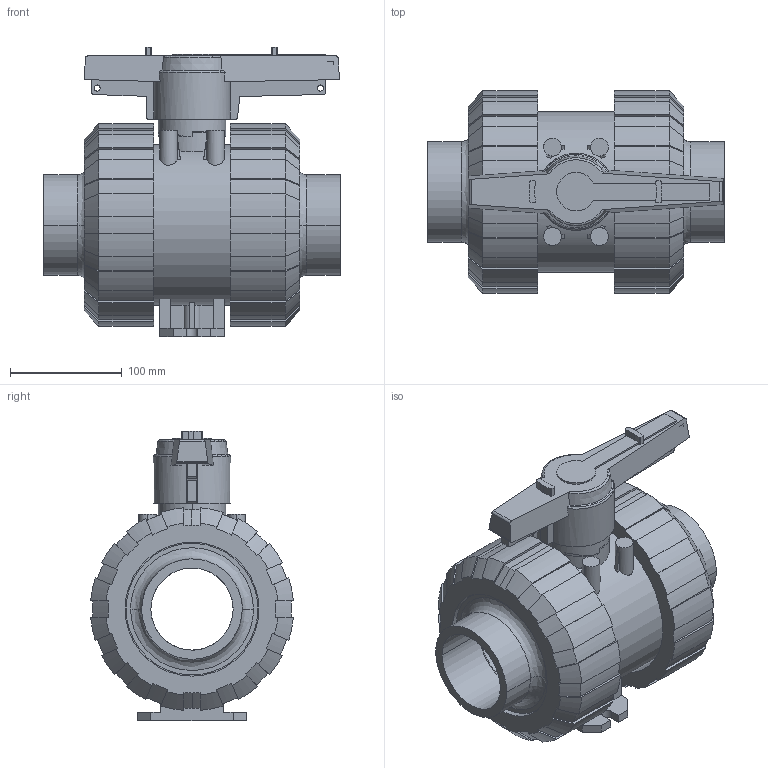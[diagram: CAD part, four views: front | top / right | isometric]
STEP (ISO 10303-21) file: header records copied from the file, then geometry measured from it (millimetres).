
FILE_DESCRIPTION(('STEP AP214'),'1');
FILE_NAME('cctmp_077AD0B5-7FE4-4743-9BA4-8E3A07122C30_2021_10_22_07_37_29_0592..stp','2021-10-22T05:37:30',('Praher Valves GmbH'),('CADClick - www.CADClick.com'),'Spatial InterOp 3D',' ','unknown authorization');
FILE_SCHEMA(('AUTOMOTIVE_DESIGN'));
Length unit declared in the file: millimetre
Products named in the file (7): cc_unnamed; 210523_5; 210523_4; 210523_3; 210523_2; 210523_1; 210523
Assembly tree (6 placements, depth 2):
  cc_unnamed
    210523_5
    210523_4
    210523_3
    210523_2
    210523_1
    210523
Bounding box: 265.5 x 181.41 x 259.3 mm (x, y, z)
Volume: 3650329.5 mm3; surface area: 505968.3 mm2
Topology: 6 solids, 6 shells, 473 faces, 1345 edges, 892 vertices
Faces by surface type: plane 221, cylinder 136, cone 80, bspline 28, torus 8
Entity records: 21024 total; most frequent: CARTESIAN_POINT 4984, ORIENTED_EDGE 2690, DIRECTION 2441, EDGE_CURVE 1345, VERTEX_POINT 892, AXIS2_PLACEMENT_3D 884, LINE 673, VECTOR 673
